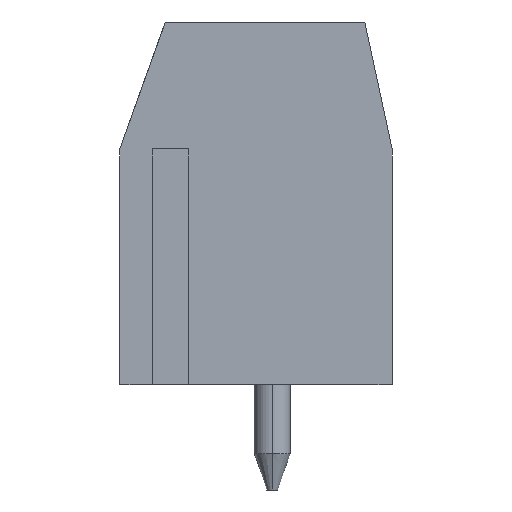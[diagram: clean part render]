
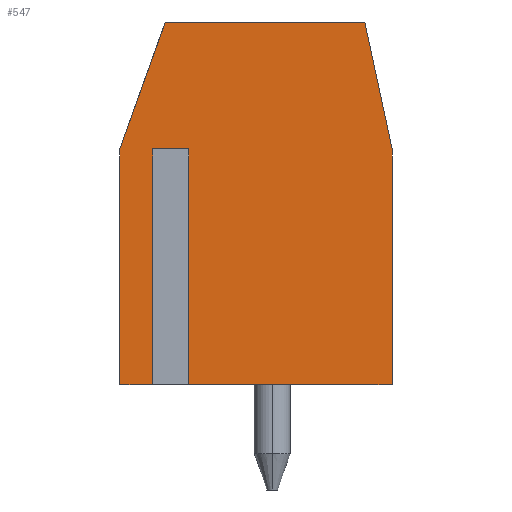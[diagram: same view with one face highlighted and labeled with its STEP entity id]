
A CAD part, left-side view. The second image highlights one B-rep face of the part: STEP entity #547.
In plain terms, the highlighted planar face has unit normal (-1, 0, 0).
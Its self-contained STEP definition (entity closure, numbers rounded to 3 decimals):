
#547=ADVANCED_FACE('',(#953),#954,.T.);
#953=FACE_OUTER_BOUND('',#1873,.T.);
#954=PLANE('',#1874);
#1873=EDGE_LOOP('',(#2648,#2649,#2650,#2651,#2652,#2653,#2654,#2655,#2656,#2657));
#1874=AXIS2_PLACEMENT_3D('',#2658,#2659,#2660);
#2648=ORIENTED_EDGE('',*,*,#4198,.F.);
#2649=ORIENTED_EDGE('',*,*,#4199,.F.);
#2650=ORIENTED_EDGE('',*,*,#4200,.T.);
#2651=ORIENTED_EDGE('',*,*,#4098,.T.);
#2652=ORIENTED_EDGE('',*,*,#4154,.T.);
#2653=ORIENTED_EDGE('',*,*,#4201,.T.);
#2654=ORIENTED_EDGE('',*,*,#4115,.T.);
#2655=ORIENTED_EDGE('',*,*,#4139,.T.);
#2656=ORIENTED_EDGE('',*,*,#4197,.T.);
#2657=ORIENTED_EDGE('',*,*,#4102,.T.);
#2658=CARTESIAN_POINT('',(-5.0,0.0,0.0));
#2659=DIRECTION('',(-1.0,0.0,0.0));
#2660=DIRECTION('',(0.0,0.0,1.0));
#4098=EDGE_CURVE('',#5051,#5049,#5052,.T.);
#4102=EDGE_CURVE('',#5059,#5057,#5060,.T.);
#4115=EDGE_CURVE('',#5082,#5080,#5083,.T.);
#4139=EDGE_CURVE('',#5080,#5118,#5120,.F.);
#4154=EDGE_CURVE('',#5049,#5144,#5146,.T.);
#4197=EDGE_CURVE('',#5118,#5059,#5209,.T.);
#4198=EDGE_CURVE('',#5210,#5057,#5211,.T.);
#4199=EDGE_CURVE('',#5212,#5210,#5213,.T.);
#4200=EDGE_CURVE('',#5212,#5051,#5214,.T.);
#4201=EDGE_CURVE('',#5144,#5082,#5215,.F.);
#5049=VERTEX_POINT('',#6076);
#5051=VERTEX_POINT('',#6079);
#5052=LINE('',#6080,#6081);
#5057=VERTEX_POINT('',#6088);
#5059=VERTEX_POINT('',#6091);
#5060=LINE('',#6092,#6093);
#5080=VERTEX_POINT('',#6123);
#5082=VERTEX_POINT('',#6126);
#5083=LINE('',#6127,#6128);
#5118=VERTEX_POINT('',#6178);
#5120=LINE('',#6181,#6182);
#5144=VERTEX_POINT('',#6219);
#5146=LINE('',#6222,#6223);
#5209=LINE('',#6320,#6321);
#5210=VERTEX_POINT('',#6322);
#5211=LINE('',#6323,#6324);
#5212=VERTEX_POINT('',#6325);
#5213=LINE('',#6326,#6327);
#5214=LINE('',#6328,#6329);
#5215=LINE('',#6330,#6331);
#6076=CARTESIAN_POINT('',(-5.0,-3.75,-5.0));
#6079=CARTESIAN_POINT('',(-5.0,1.975,-5.0));
#6080=CARTESIAN_POINT('',(-5.0,3.75,-5.0));
#6081=VECTOR('',#7084,1000.0);
#6088=CARTESIAN_POINT('',(-5.0,2.725,-5.0));
#6091=CARTESIAN_POINT('',(-5.0,3.75,-5.0));
#6092=CARTESIAN_POINT('',(-5.0,3.75,-5.0));
#6093=VECTOR('',#7088,1000.0);
#6123=CARTESIAN_POINT('',(-5.0,2.5,5.0));
#6126=CARTESIAN_POINT('',(-5.0,-3.0,5.0));
#6127=CARTESIAN_POINT('',(-5.0,-3.75,5.0));
#6128=VECTOR('',#7103,1000.0);
#6178=CARTESIAN_POINT('',(-5.0,3.75,1.5));
#6181=CARTESIAN_POINT('',(-5.0,3.801,1.357));
#6182=VECTOR('',#7141,1000.0);
#6219=CARTESIAN_POINT('',(-5.0,-3.75,1.5));
#6222=CARTESIAN_POINT('',(-5.0,-3.75,-5.0));
#6223=VECTOR('',#7156,1000.0);
#6320=CARTESIAN_POINT('',(-5.0,3.75,5.0));
#6321=VECTOR('',#7215,1000.0);
#6322=CARTESIAN_POINT('',(-5.0,2.725,1.5));
#6323=CARTESIAN_POINT('',(-5.0,2.725,1.5));
#6324=VECTOR('',#7216,1000.0);
#6325=CARTESIAN_POINT('',(-5.0,1.975,1.5));
#6326=CARTESIAN_POINT('',(-5.0,1.975,1.5));
#6327=VECTOR('',#7217,1000.0);
#6328=CARTESIAN_POINT('',(-5.0,1.975,1.5));
#6329=VECTOR('',#7218,1000.0);
#6330=CARTESIAN_POINT('',(-5.0,-3.893,0.834));
#6331=VECTOR('',#7219,1000.0);
#7084=DIRECTION('',(0.0,-1.0,0.));
#7088=DIRECTION('',(0.0,-1.0,0.));
#7103=DIRECTION('',(0.0,1.0,0.));
#7141=DIRECTION('',(0.0,-0.336,0.942));
#7156=DIRECTION('',(0.0,0.,1.0));
#7215=DIRECTION('',(0.0,0.,-1.0));
#7216=DIRECTION('',(0.0,0.,-1.0));
#7217=DIRECTION('',(0.0,1.0,0.));
#7218=DIRECTION('',(0.0,0.,-1.0));
#7219=DIRECTION('',(0.0,-0.21,-0.978));
